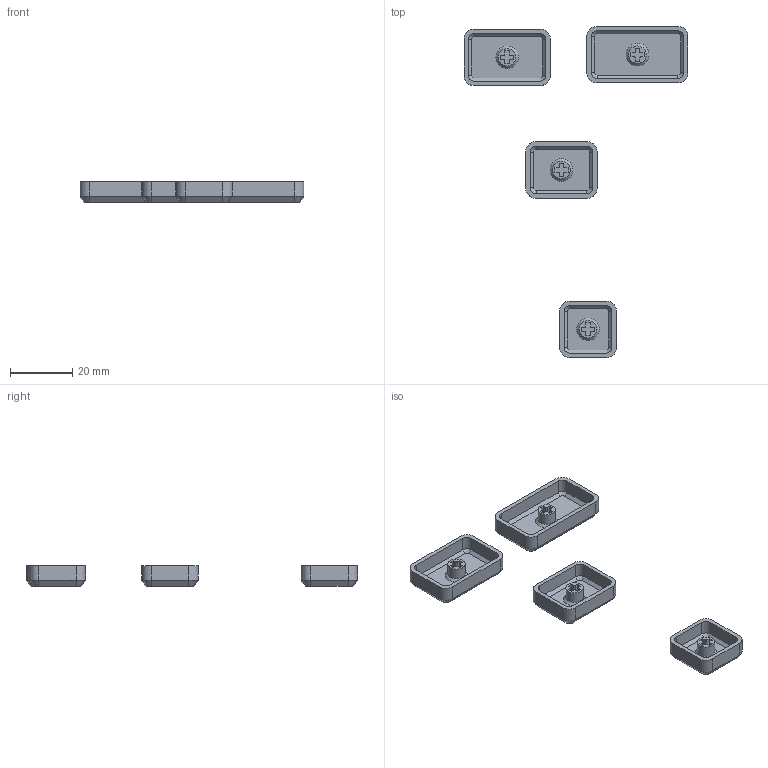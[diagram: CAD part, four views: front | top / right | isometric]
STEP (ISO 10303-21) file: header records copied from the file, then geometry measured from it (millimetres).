
FILE_DESCRIPTION(/* description */ ('STEP AP242','CAx-IF Rec.Pracs.---Representation and Presentation of Product Manufacturing Information (PMI)---4.0---2014-10-13','CAx-IF Rec.Pracs.---3D Tessellated Geometry---0.4---2014-09-14','2;1'),/* implementation_level */ '2;1');
FILE_NAME(/* name */ '669dfe48fade10428af5b12b',/* time_stamp */ '2024-07-22T06:38:01Z',/* author */ (''),/* organization */ (''),/* preprocessor_version */ 'ST-DEVELOPER v20',/* originating_system */ ' ',/* authorisation */ ' ');
FILE_SCHEMA (('AP242_MANAGED_MODEL_BASED_3D_ENGINEERING_MIM_LF { 1 0 10303 442 1 1 4 }'));
Length unit declared in the file: metre
Products named in the file (4): 1.00u - rounded; 1.12u - rounded; 1.50u - rounded; 1.75u - rounded
Bounding box: 71.69 x 105.97 x 6.7 mm (x, y, z)
Volume: 4421.5 mm3; surface area: 7405.5 mm2
Topology: 4 solids, 4 shells, 220 faces, 532 edges, 332 vertices
Faces by surface type: plane 132, cylinder 52, cone 36
Full cylindrical faces by diameter (mm): 5.6 x4
Entity records: 6392 total; most frequent: DIRECTION 1112, CARTESIAN_POINT 1080, ORIENTED_EDGE 1048, EDGE_CURVE 524, LINE 384, VECTOR 384, AXIS2_PLACEMENT_3D 364, VERTEX_POINT 332
